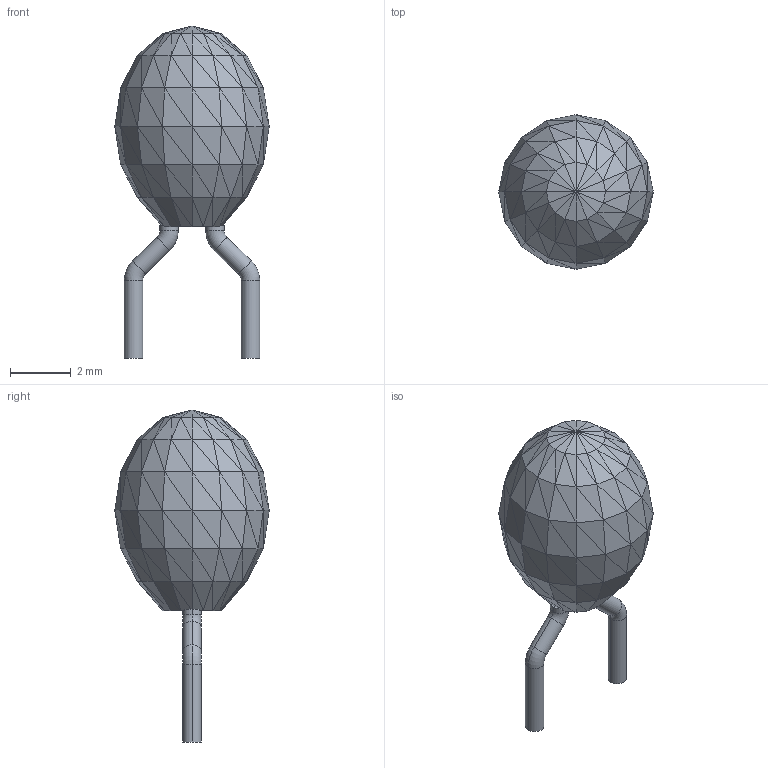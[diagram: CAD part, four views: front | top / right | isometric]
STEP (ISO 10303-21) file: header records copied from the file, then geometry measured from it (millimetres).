
FILE_DESCRIPTION(('STEP AP214'),'1');
FILE_NAME('CAP_C322_KEM','2024-08-26T11:40:39',(''),(''),'','','');
FILE_SCHEMA(('AUTOMOTIVE_DESIGN'));
Length unit declared in the file: millimetre
Products named in the file (1): product
Bounding box: 5.08 x 5.08 x 10.92 mm (x, y, z)
Volume: 87.7 mm3; surface area: 115.7 mm2
Topology: 3 solids, 3 shells, 248 faces, 380 edges, 138 vertices
Faces by surface type: plane 228, cylinder 12, torus 8
Entity records: 5016 total; most frequent: DIRECTION 910, ORIENTED_EDGE 760, CARTESIAN_POINT 403, EDGE_CURVE 380, LINE 348, VECTOR 348, AXIS2_PLACEMENT_3D 281, STYLED_ITEM 248
